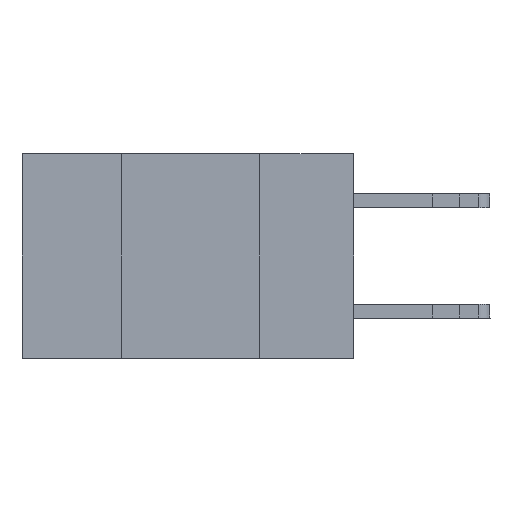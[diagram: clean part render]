
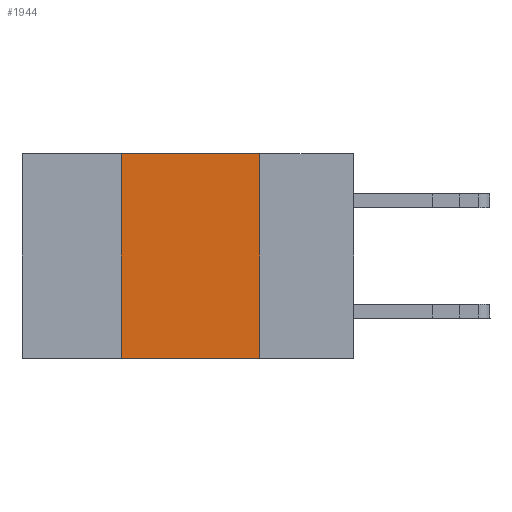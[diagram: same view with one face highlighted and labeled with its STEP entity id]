
A CAD part, left-side view. The second image highlights one B-rep face of the part: STEP entity #1944.
In plain terms, the highlighted planar face has unit normal (-1, 0, 0).
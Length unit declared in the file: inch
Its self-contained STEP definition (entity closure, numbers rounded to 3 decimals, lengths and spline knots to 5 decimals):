
#13 = CARTESIAN_POINT ( 'NONE',  ( 0., 0.17, 0. ) ) ;
#550 = VECTOR ( 'NONE', #12293, 39.37008 ) ;
#794 = EDGE_CURVE ( 'NONE', #10941, #3503, #12813, .T. ) ;
#1014 = LINE ( 'NONE', #12794, #5317 ) ;
#1494 = DIRECTION ( 'NONE',  ( 0., 0., 1. ) ) ;
#1625 = AXIS2_PLACEMENT_3D ( 'NONE', #17592, #19135, #9759 ) ;
#1944 = ADVANCED_FACE ( 'NONE', ( #17886 ), #6479, .F. ) ;
#2571 = EDGE_CURVE ( 'NONE', #10941, #3582, #6964, .T. ) ;
#3195 = CARTESIAN_POINT ( 'NONE',  ( 0., 0.42, -0.37 ) ) ;
#3466 = EDGE_LOOP ( 'NONE', ( #10627, #11941, #10509, #10284 ) ) ;
#3503 = VERTEX_POINT ( 'NONE', #10483 ) ;
#3582 = VERTEX_POINT ( 'NONE', #9090 ) ;
#3583 = EDGE_CURVE ( 'NONE', #3582, #14517, #4845, .T. ) ;
#4845 = LINE ( 'NONE', #7450, #550 ) ;
#5317 = VECTOR ( 'NONE', #20485, 39.37008 ) ;
#5602 = EDGE_CURVE ( 'NONE', #14517, #3503, #1014, .T. ) ;
#6479 = PLANE ( 'NONE',  #1625 ) ;
#6964 = LINE ( 'NONE', #20489, #14923 ) ;
#7450 = CARTESIAN_POINT ( 'NONE',  ( 0., 0.6, 0. ) ) ;
#9090 = CARTESIAN_POINT ( 'NONE',  ( 0., 0.42, 0. ) ) ;
#9759 = DIRECTION ( 'NONE',  ( 0., 0., -1. ) ) ;
#10284 = ORIENTED_EDGE ( 'NONE', *, *, #794, .T. ) ;
#10428 = DIRECTION ( 'NONE',  ( 0., -1., 0. ) ) ;
#10483 = CARTESIAN_POINT ( 'NONE',  ( 0., 0.17, -0.37 ) ) ;
#10509 = ORIENTED_EDGE ( 'NONE', *, *, #2571, .F. ) ;
#10627 = ORIENTED_EDGE ( 'NONE', *, *, #5602, .F. ) ;
#10941 = VERTEX_POINT ( 'NONE', #3195 ) ;
#11161 = CARTESIAN_POINT ( 'NONE',  ( 0., 0.6, -0.37 ) ) ;
#11941 = ORIENTED_EDGE ( 'NONE', *, *, #3583, .F. ) ;
#12293 = DIRECTION ( 'NONE',  ( 0., -1., 0. ) ) ;
#12794 = CARTESIAN_POINT ( 'NONE',  ( 0., 0.17, 0. ) ) ;
#12813 = LINE ( 'NONE', #11161, #16481 ) ;
#14517 = VERTEX_POINT ( 'NONE', #13 ) ;
#14923 = VECTOR ( 'NONE', #1494, 39.37008 ) ;
#16481 = VECTOR ( 'NONE', #10428, 39.37008 ) ;
#17592 = CARTESIAN_POINT ( 'NONE',  ( 0., 0.6, 0. ) ) ;
#17886 = FACE_OUTER_BOUND ( 'NONE', #3466, .T. ) ;
#19135 = DIRECTION ( 'NONE',  ( 1., 0., 0. ) ) ;
#20485 = DIRECTION ( 'NONE',  ( 0., 0., -1. ) ) ;
#20489 = CARTESIAN_POINT ( 'NONE',  ( 0., 0.42, 0. ) ) ;
